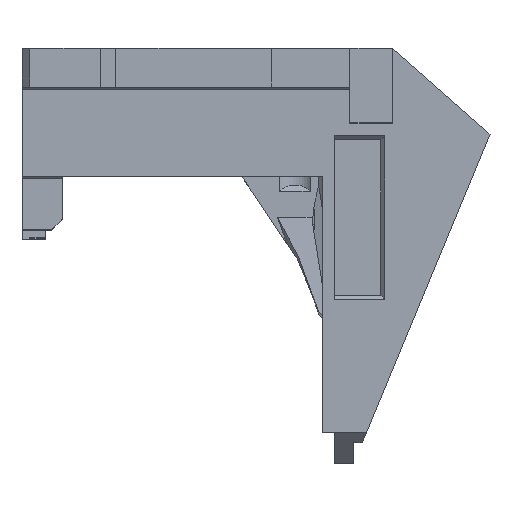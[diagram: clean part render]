
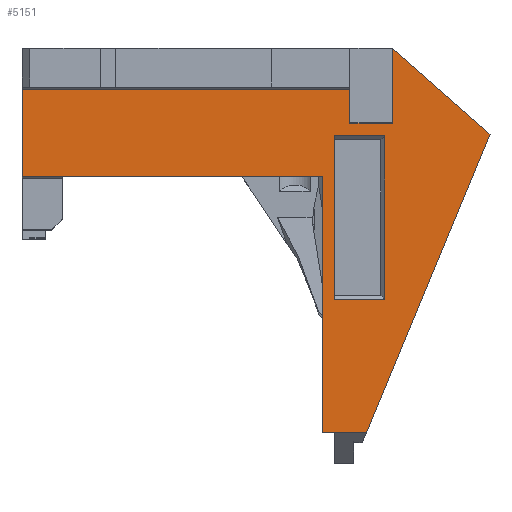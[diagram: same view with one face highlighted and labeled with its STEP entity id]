
A CAD part, top view. The second image highlights one B-rep face of the part: STEP entity #5151.
In plain terms, the highlighted planar face has unit normal (0, 0, 1).
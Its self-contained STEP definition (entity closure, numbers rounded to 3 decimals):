
#75=FACE_BOUND('',#507,.T.);
#236=FACE_OUTER_BOUND('',#506,.T.);
#506=EDGE_LOOP('',(#3777,#3778,#3779,#3780,#3781,#3782,#3783,#3784,#3785,
#3786,#3787));
#507=EDGE_LOOP('',(#3788,#3789,#3790,#3791));
#759=LINE('',#7102,#1441);
#765=LINE('',#7113,#1447);
#766=LINE('',#7116,#1448);
#789=LINE('',#7167,#1471);
#1000=LINE('',#7602,#1682);
#1001=LINE('',#7603,#1683);
#1002=LINE('',#7605,#1684);
#1003=LINE('',#7607,#1685);
#1004=LINE('',#7609,#1686);
#1005=LINE('',#7611,#1687);
#1006=LINE('',#7612,#1688);
#1007=LINE('',#7615,#1689);
#1008=LINE('',#7617,#1690);
#1009=LINE('',#7619,#1691);
#1010=LINE('',#7620,#1692);
#1441=VECTOR('',#5743,10.);
#1447=VECTOR('',#5751,10.);
#1448=VECTOR('',#5754,10.);
#1471=VECTOR('',#5785,10.);
#1682=VECTOR('',#6122,10.);
#1683=VECTOR('',#6123,10.);
#1684=VECTOR('',#6124,10.);
#1685=VECTOR('',#6125,10.);
#1686=VECTOR('',#6126,10.);
#1687=VECTOR('',#6127,10.);
#1688=VECTOR('',#6128,10.);
#1689=VECTOR('',#6129,10.);
#1690=VECTOR('',#6130,10.);
#1691=VECTOR('',#6131,10.);
#1692=VECTOR('',#6132,10.);
#2119=VERTEX_POINT('',#7099);
#2120=VERTEX_POINT('',#7101);
#2124=VERTEX_POINT('',#7111);
#2125=VERTEX_POINT('',#7115);
#2149=VERTEX_POINT('',#7165);
#2309=VERTEX_POINT('',#7600);
#2310=VERTEX_POINT('',#7601);
#2311=VERTEX_POINT('',#7604);
#2312=VERTEX_POINT('',#7606);
#2313=VERTEX_POINT('',#7608);
#2314=VERTEX_POINT('',#7610);
#2315=VERTEX_POINT('',#7613);
#2316=VERTEX_POINT('',#7614);
#2317=VERTEX_POINT('',#7616);
#2318=VERTEX_POINT('',#7618);
#2624=EDGE_CURVE('',#2120,#2119,#759,.T.);
#2630=EDGE_CURVE('',#2119,#2124,#765,.T.);
#2631=EDGE_CURVE('',#2125,#2120,#766,.T.);
#2657=EDGE_CURVE('',#2124,#2149,#789,.T.);
#2876=EDGE_CURVE('',#2309,#2310,#1000,.T.);
#2877=EDGE_CURVE('',#2125,#2310,#1001,.T.);
#2878=EDGE_CURVE('',#2149,#2311,#1002,.T.);
#2879=EDGE_CURVE('',#2311,#2312,#1003,.T.);
#2880=EDGE_CURVE('',#2312,#2313,#1004,.T.);
#2881=EDGE_CURVE('',#2313,#2314,#1005,.T.);
#2882=EDGE_CURVE('',#2314,#2309,#1006,.T.);
#2883=EDGE_CURVE('',#2315,#2316,#1007,.T.);
#2884=EDGE_CURVE('',#2317,#2316,#1008,.T.);
#2885=EDGE_CURVE('',#2318,#2317,#1009,.T.);
#2886=EDGE_CURVE('',#2315,#2318,#1010,.T.);
#3777=ORIENTED_EDGE('',*,*,#2876,.T.);
#3778=ORIENTED_EDGE('',*,*,#2877,.F.);
#3779=ORIENTED_EDGE('',*,*,#2631,.T.);
#3780=ORIENTED_EDGE('',*,*,#2624,.T.);
#3781=ORIENTED_EDGE('',*,*,#2630,.T.);
#3782=ORIENTED_EDGE('',*,*,#2657,.T.);
#3783=ORIENTED_EDGE('',*,*,#2878,.T.);
#3784=ORIENTED_EDGE('',*,*,#2879,.T.);
#3785=ORIENTED_EDGE('',*,*,#2880,.T.);
#3786=ORIENTED_EDGE('',*,*,#2881,.T.);
#3787=ORIENTED_EDGE('',*,*,#2882,.T.);
#3788=ORIENTED_EDGE('',*,*,#2883,.T.);
#3789=ORIENTED_EDGE('',*,*,#2884,.F.);
#3790=ORIENTED_EDGE('',*,*,#2885,.F.);
#3791=ORIENTED_EDGE('',*,*,#2886,.F.);
#4909=PLANE('',#5444);
#5151=ADVANCED_FACE('',(#236,#75),#4909,.T.);
#5444=AXIS2_PLACEMENT_3D('',#7599,#6120,#6121);
#5743=DIRECTION('',(1.,0.,0.));
#5751=DIRECTION('',(1.,0.,0.));
#5754=DIRECTION('',(0.,-1.,0.));
#5785=DIRECTION('',(0.,-1.,0.));
#6120=DIRECTION('center_axis',(0.,0.,1.));
#6121=DIRECTION('ref_axis',(1.,0.,0.));
#6122=DIRECTION('',(0.,1.,0.));
#6123=DIRECTION('',(1.,0.,0.));
#6124=DIRECTION('',(1.,0.,0.));
#6125=DIRECTION('',(0.383,0.924,0.));
#6126=DIRECTION('',(-0.751,0.66,0.));
#6127=DIRECTION('',(0.,-1.,0.));
#6128=DIRECTION('',(-1.,0.,0.));
#6129=DIRECTION('',(0.,1.,0.));
#6130=DIRECTION('',(-1.,0.,0.));
#6131=DIRECTION('',(0.,1.,0.));
#6132=DIRECTION('',(1.,0.,0.));
#7099=CARTESIAN_POINT('',(-16.85,-16.5,20.15));
#7101=CARTESIAN_POINT('',(-22.05,-16.5,20.15));
#7102=CARTESIAN_POINT('',(-22.05,-16.5,20.15));
#7111=CARTESIAN_POINT('',(16.55,-16.5,20.15));
#7113=CARTESIAN_POINT('',(-22.05,-16.5,20.15));
#7115=CARTESIAN_POINT('',(-22.05,-5.3,20.15));
#7116=CARTESIAN_POINT('',(-22.05,-5.,20.15));
#7165=CARTESIAN_POINT('',(16.55,-49.3,20.15));
#7167=CARTESIAN_POINT('',(16.55,-5.,20.15));
#7599=CARTESIAN_POINT('Origin',(29.236,-24.65,20.15));
#7600=CARTESIAN_POINT('',(20.064,-9.616,20.15));
#7601=CARTESIAN_POINT('',(20.064,-5.3,20.15));
#7602=CARTESIAN_POINT('',(20.064,-12.325,20.15));
#7603=CARTESIAN_POINT('',(13.692,-5.3,20.15));
#7604=CARTESIAN_POINT('',(22.206,-49.3,20.15));
#7605=CARTESIAN_POINT('',(16.55,-49.3,20.15));
#7606=CARTESIAN_POINT('',(38.066,-11.,20.15));
#7607=CARTESIAN_POINT('',(22.206,-49.3,20.15));
#7608=CARTESIAN_POINT('',(25.55,0.,20.15));
#7609=CARTESIAN_POINT('',(38.959,-11.785,20.15));
#7610=CARTESIAN_POINT('',(25.55,-9.616,20.15));
#7611=CARTESIAN_POINT('',(25.55,-17.133,20.15));
#7612=CARTESIAN_POINT('',(24.65,-9.616,20.15));
#7613=CARTESIAN_POINT('',(18.05,-32.236,20.15));
#7614=CARTESIAN_POINT('',(18.05,-11.236,20.15));
#7615=CARTESIAN_POINT('',(18.05,-49.3,20.15));
#7616=CARTESIAN_POINT('',(24.55,-11.236,20.15));
#7617=CARTESIAN_POINT('',(23.643,-11.236,20.15));
#7618=CARTESIAN_POINT('',(24.55,-32.236,20.15));
#7619=CARTESIAN_POINT('',(24.55,-18.193,20.15));
#7620=CARTESIAN_POINT('',(26.643,-32.236,20.15));
